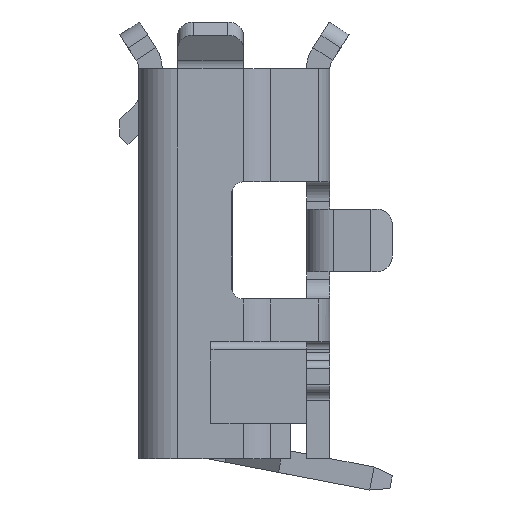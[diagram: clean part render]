
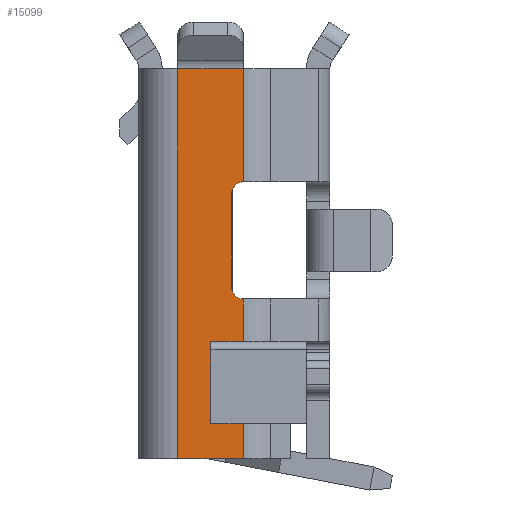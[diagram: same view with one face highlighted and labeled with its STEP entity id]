
A CAD part, left-side view. The second image highlights one B-rep face of the part: STEP entity #15099.
In plain terms, the highlighted planar face has unit normal (-1, 0, 0).
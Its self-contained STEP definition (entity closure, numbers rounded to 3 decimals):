
#3 = CARTESIAN_POINT ( 'NONE',  ( -3.75, 1.95, -1.3 ) ) ;
#59 = ORIENTED_EDGE ( 'NONE', *, *, #17827, .F. ) ;
#284 = DIRECTION ( 'NONE',  ( 0., 0., 1. ) ) ;
#507 = VECTOR ( 'NONE', #1966, 1000. ) ;
#917 = DIRECTION ( 'NONE',  ( 0., 0., -1. ) ) ;
#1147 = ORIENTED_EDGE ( 'NONE', *, *, #3267, .F. ) ;
#1185 = DIRECTION ( 'NONE',  ( 0., 0., -1. ) ) ;
#1542 = CARTESIAN_POINT ( 'NONE',  ( -3.75, 1.11, -2.8 ) ) ;
#1551 = VERTEX_POINT ( 'NONE', #14147 ) ;
#1558 = AXIS2_PLACEMENT_3D ( 'NONE', #17461, #1600, #11538 ) ;
#1600 = DIRECTION ( 'NONE',  ( -1., 0., 0. ) ) ;
#1966 = DIRECTION ( 'NONE',  ( 0., 0., -1. ) ) ;
#2050 = CARTESIAN_POINT ( 'NONE',  ( -3.75, 1.53, -1.3 ) ) ;
#2058 = CARTESIAN_POINT ( 'NONE',  ( -3.75, 1.11, -2.35 ) ) ;
#2367 = ORIENTED_EDGE ( 'NONE', *, *, #12236, .F. ) ;
#2379 = VERTEX_POINT ( 'NONE', #12474 ) ;
#2498 = PLANE ( 'NONE',  #12978 ) ;
#2572 = LINE ( 'NONE', #13744, #7898 ) ;
#2574 = AXIS2_PLACEMENT_3D ( 'NONE', #12744, #4153, #11260 ) ;
#2848 = EDGE_LOOP ( 'NONE', ( #16205, #59, #12611, #10064, #1147, #11940, #16028, #2367, #16245, #13243, #9931, #6570 ) ) ;
#3267 = EDGE_CURVE ( 'NONE', #9125, #8474, #3635, .T. ) ;
#3635 = LINE ( 'NONE', #3, #6516 ) ;
#3730 = LINE ( 'NONE', #1542, #6420 ) ;
#3959 = CARTESIAN_POINT ( 'NONE',  ( -3.75, 1.53, -2.8 ) ) ;
#4073 = EDGE_CURVE ( 'NONE', #14489, #2379, #14965, .T. ) ;
#4153 = DIRECTION ( 'NONE',  ( -1., 0., 0. ) ) ;
#5759 = VECTOR ( 'NONE', #1185, 1000. ) ;
#5817 = EDGE_CURVE ( 'NONE', #17775, #10262, #16528, .T. ) ;
#6184 = CARTESIAN_POINT ( 'NONE',  ( -3.75, 1.11, -1.3 ) ) ;
#6186 = VERTEX_POINT ( 'NONE', #17412 ) ;
#6420 = VECTOR ( 'NONE', #284, 1000. ) ;
#6459 = EDGE_CURVE ( 'NONE', #8022, #12676, #11449, .T. ) ;
#6516 = VECTOR ( 'NONE', #12942, 1000. ) ;
#6529 = DIRECTION ( 'NONE',  ( 0., 0., 1. ) ) ;
#6561 = CARTESIAN_POINT ( 'NONE',  ( -3.75, 1.11, 0.75 ) ) ;
#6570 = ORIENTED_EDGE ( 'NONE', *, *, #16928, .F. ) ;
#6579 = DIRECTION ( 'NONE',  ( 0., -1., 0. ) ) ;
#7268 = CARTESIAN_POINT ( 'NONE',  ( -3.75, 1.11, 2.2 ) ) ;
#7323 = CARTESIAN_POINT ( 'NONE',  ( -3.75, 1.11, -2.35 ) ) ;
#7660 = EDGE_CURVE ( 'NONE', #8022, #1551, #16827, .T. ) ;
#7898 = VECTOR ( 'NONE', #6529, 1000. ) ;
#8022 = VERTEX_POINT ( 'NONE', #6561 ) ;
#8232 = CARTESIAN_POINT ( 'NONE',  ( -3.75, 1.95, -2.8 ) ) ;
#8474 = VERTEX_POINT ( 'NONE', #2050 ) ;
#9125 = VERTEX_POINT ( 'NONE', #6184 ) ;
#9151 = VERTEX_POINT ( 'NONE', #16665 ) ;
#9931 = ORIENTED_EDGE ( 'NONE', *, *, #16378, .F. ) ;
#10040 = EDGE_CURVE ( 'NONE', #6186, #9151, #10998, .T. ) ;
#10064 = ORIENTED_EDGE ( 'NONE', *, *, #16346, .F. ) ;
#10143 = VECTOR ( 'NONE', #12008, 1000. ) ;
#10262 = VERTEX_POINT ( 'NONE', #17962 ) ;
#10570 = VECTOR ( 'NONE', #12650, 1000. ) ;
#10998 = CIRCLE ( 'NONE', #1558, 0.15 ) ;
#11211 = VECTOR ( 'NONE', #15311, 1000. ) ;
#11260 = DIRECTION ( 'NONE',  ( 0., 0., 1. ) ) ;
#11449 = LINE ( 'NONE', #18307, #10570 ) ;
#11538 = DIRECTION ( 'NONE',  ( 0., 0., 1. ) ) ;
#11940 = ORIENTED_EDGE ( 'NONE', *, *, #12904, .T. ) ;
#12008 = DIRECTION ( 'NONE',  ( 0., 1., 0. ) ) ;
#12236 = EDGE_CURVE ( 'NONE', #1551, #6186, #16420, .T. ) ;
#12474 = CARTESIAN_POINT ( 'NONE',  ( -3.75, 1.11, -2.8 ) ) ;
#12611 = ORIENTED_EDGE ( 'NONE', *, *, #5817, .T. ) ;
#12650 = DIRECTION ( 'NONE',  ( 0., 0., 1. ) ) ;
#12676 = VERTEX_POINT ( 'NONE', #7268 ) ;
#12744 = CARTESIAN_POINT ( 'NONE',  ( -3.75, 1.11, 0.6 ) ) ;
#12816 = CARTESIAN_POINT ( 'NONE',  ( -3.75, 1.11, -2.35 ) ) ;
#12904 = EDGE_CURVE ( 'NONE', #9125, #9151, #3730, .T. ) ;
#12942 = DIRECTION ( 'NONE',  ( 0., 1., 0. ) ) ;
#12949 = VECTOR ( 'NONE', #917, 1000. ) ;
#12978 = AXIS2_PLACEMENT_3D ( 'NONE', #8232, #15346, #13960 ) ;
#13186 = VECTOR ( 'NONE', #6579, 1000. ) ;
#13243 = ORIENTED_EDGE ( 'NONE', *, *, #6459, .T. ) ;
#13744 = CARTESIAN_POINT ( 'NONE',  ( -3.75, 1.95, -2.8 ) ) ;
#13783 = CARTESIAN_POINT ( 'NONE',  ( -3.75, 1.95, 2.2 ) ) ;
#13809 = LINE ( 'NONE', #3959, #12949 ) ;
#13952 = VERTEX_POINT ( 'NONE', #13783 ) ;
#13960 = DIRECTION ( 'NONE',  ( 0., 0., 1. ) ) ;
#14147 = CARTESIAN_POINT ( 'NONE',  ( -3.75, 1.26, 0.6 ) ) ;
#14489 = VERTEX_POINT ( 'NONE', #16698 ) ;
#14965 = LINE ( 'NONE', #15447, #11211 ) ;
#15099 = ADVANCED_FACE ( 'NONE', ( #16733 ), #2498, .T. ) ;
#15305 = LINE ( 'NONE', #7323, #507 ) ;
#15311 = DIRECTION ( 'NONE',  ( 0., -1., 0. ) ) ;
#15346 = DIRECTION ( 'NONE',  ( -1., 0., 0. ) ) ;
#15447 = CARTESIAN_POINT ( 'NONE',  ( -3.75, 1.95, -2.8 ) ) ;
#16028 = ORIENTED_EDGE ( 'NONE', *, *, #10040, .F. ) ;
#16205 = ORIENTED_EDGE ( 'NONE', *, *, #4073, .T. ) ;
#16245 = ORIENTED_EDGE ( 'NONE', *, *, #7660, .F. ) ;
#16346 = EDGE_CURVE ( 'NONE', #8474, #10262, #13809, .T. ) ;
#16378 = EDGE_CURVE ( 'NONE', #13952, #12676, #17800, .T. ) ;
#16420 = LINE ( 'NONE', #16851, #5759 ) ;
#16528 = LINE ( 'NONE', #2058, #10143 ) ;
#16665 = CARTESIAN_POINT ( 'NONE',  ( -3.75, 1.11, -0.75 ) ) ;
#16698 = CARTESIAN_POINT ( 'NONE',  ( -3.75, 1.95, -2.8 ) ) ;
#16733 = FACE_OUTER_BOUND ( 'NONE', #2848, .T. ) ;
#16827 = CIRCLE ( 'NONE', #2574, 0.15 ) ;
#16851 = CARTESIAN_POINT ( 'NONE',  ( -3.75, 1.26, -2.8 ) ) ;
#16928 = EDGE_CURVE ( 'NONE', #14489, #13952, #2572, .T. ) ;
#17412 = CARTESIAN_POINT ( 'NONE',  ( -3.75, 1.26, -0.6 ) ) ;
#17461 = CARTESIAN_POINT ( 'NONE',  ( -3.75, 1.11, -0.6 ) ) ;
#17775 = VERTEX_POINT ( 'NONE', #12816 ) ;
#17800 = LINE ( 'NONE', #17919, #13186 ) ;
#17827 = EDGE_CURVE ( 'NONE', #17775, #2379, #15305, .T. ) ;
#17919 = CARTESIAN_POINT ( 'NONE',  ( -3.75, 1.95, 2.2 ) ) ;
#17962 = CARTESIAN_POINT ( 'NONE',  ( -3.75, 1.53, -2.35 ) ) ;
#18307 = CARTESIAN_POINT ( 'NONE',  ( -3.75, 1.11, -2.8 ) ) ;
